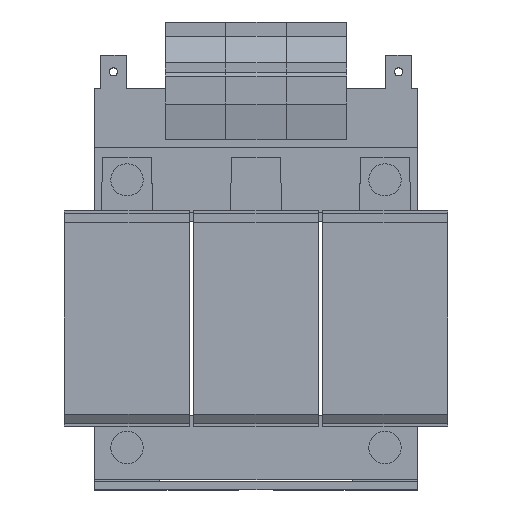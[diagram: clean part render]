
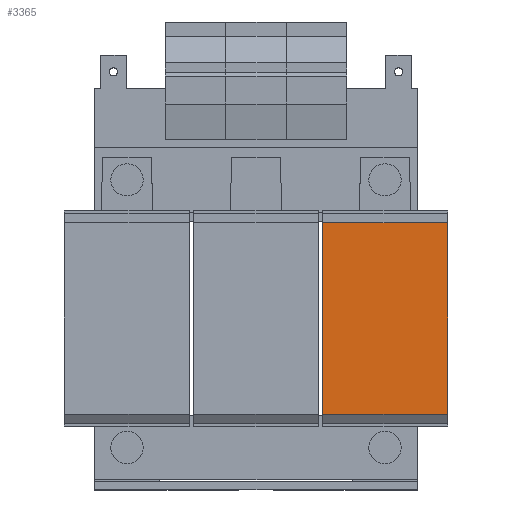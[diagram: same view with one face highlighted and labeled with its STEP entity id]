
A CAD part, top view. The second image highlights one B-rep face of the part: STEP entity #3365.
In plain terms, the highlighted planar face has unit normal (0, 0, 1).
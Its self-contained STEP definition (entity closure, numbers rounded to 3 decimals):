
#336 = CARTESIAN_POINT ( 'NONE',  ( 47.5, -25., 18.35 ) ) ;
#350 = VERTEX_POINT ( 'NONE', #10191 ) ;
#395 = CARTESIAN_POINT ( 'NONE',  ( 16.5, 22.6, 18.35 ) ) ;
#784 = CARTESIAN_POINT ( 'NONE',  ( 47.5, -25., 18.35 ) ) ;
#2853 = VECTOR ( 'NONE', #9867, 1000. ) ;
#3365 = ADVANCED_FACE ( 'Defeature ausgef�hrt4_210', ( #12295 ), #8620, .F. ) ;
#3904 = VECTOR ( 'NONE', #10523, 1000. ) ;
#3999 = CARTESIAN_POINT ( 'NONE',  ( 47.5, 22.6, 18.35 ) ) ;
#4005 = VECTOR ( 'NONE', #8211, 1000. ) ;
#4064 = VERTEX_POINT ( 'NONE', #9822 ) ;
#4547 = VECTOR ( 'NONE', #10487, 1000. ) ;
#4549 = DIRECTION ( 'NONE',  ( 0., 1., 0. ) ) ;
#4972 = AXIS2_PLACEMENT_3D ( 'NONE', #9608, #11752, #4549 ) ;
#5138 = EDGE_CURVE ( 'Defeature ausgef�hrt4_210+Defeature ausgef�hrt4_197+Defeature ausgef�hrt4_211+Defeature ausgef�hrt4_209', #10518, #13358, #9532, .T. ) ;
#6498 = LINE ( 'NONE', #336, #2853 ) ;
#6837 = LINE ( 'NONE', #784, #4005 ) ;
#7149 = EDGE_CURVE ( 'Defeature ausgef�hrt4_209+Defeature ausgef�hrt4_210+Defeature ausgef�hrt4_198+Defeature ausgef�hrt4_197', #4064, #13358, #6837, .T. ) ;
#7340 = CARTESIAN_POINT ( 'NONE',  ( 16.5, -25., 18.35 ) ) ;
#7693 = ORIENTED_EDGE ( 'NONE', *, *, #10861, .T. ) ;
#8211 = DIRECTION ( 'NONE',  ( -1., 0., 0. ) ) ;
#8620 = PLANE ( 'NONE',  #4972 ) ;
#8734 = ORIENTED_EDGE ( 'NONE', *, *, #7149, .F. ) ;
#9532 = LINE ( 'NONE', #7340, #3904 ) ;
#9608 = CARTESIAN_POINT ( 'NONE',  ( 47.5, -25., 18.35 ) ) ;
#9822 = CARTESIAN_POINT ( 'NONE',  ( 47.5, -25., 18.35 ) ) ;
#9867 = DIRECTION ( 'NONE',  ( 0., -1., 0. ) ) ;
#9982 = EDGE_LOOP ( 'NONE', ( #13688, #8734, #11735, #7693 ) ) ;
#10191 = CARTESIAN_POINT ( 'NONE',  ( 47.5, 22.6, 18.35 ) ) ;
#10205 = LINE ( 'NONE', #3999, #4547 ) ;
#10487 = DIRECTION ( 'NONE',  ( -1., 0., 0. ) ) ;
#10518 = VERTEX_POINT ( 'NONE', #395 ) ;
#10523 = DIRECTION ( 'NONE',  ( 0., -1., 0. ) ) ;
#10861 = EDGE_CURVE ( 'Defeature ausgef�hrt4_210+Defeature ausgef�hrt4_211+Defeature ausgef�hrt4_198+Defeature ausgef�hrt4_197', #350, #10518, #10205, .T. ) ;
#11137 = CARTESIAN_POINT ( 'NONE',  ( 16.5, -25., 18.35 ) ) ;
#11735 = ORIENTED_EDGE ( 'NONE', *, *, #12105, .F. ) ;
#11752 = DIRECTION ( 'NONE',  ( 0., 0., -1. ) ) ;
#12105 = EDGE_CURVE ( 'Defeature ausgef�hrt4_198+Defeature ausgef�hrt4_210+Defeature ausgef�hrt4_211+Defeature ausgef�hrt4_209', #350, #4064, #6498, .T. ) ;
#12295 = FACE_OUTER_BOUND ( 'NONE', #9982, .T. ) ;
#13358 = VERTEX_POINT ( 'NONE', #11137 ) ;
#13688 = ORIENTED_EDGE ( 'NONE', *, *, #5138, .T. ) ;
